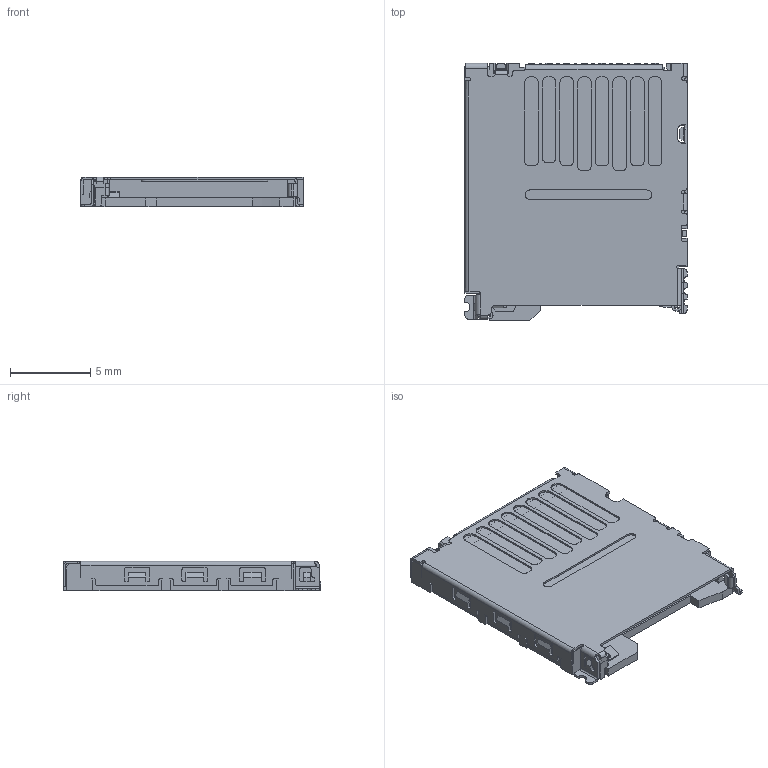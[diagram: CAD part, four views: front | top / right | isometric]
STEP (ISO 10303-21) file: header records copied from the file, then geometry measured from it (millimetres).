
FILE_DESCRIPTION(('FreeCAD Model'),'2;1');
FILE_NAME('Open CASCADE Shape Model','2024-05-05T17:33:14',('Author'),( ''),'Open CASCADE STEP processor 7.6','FreeCAD','Unknown');
FILE_SCHEMA(('AUTOMOTIVE_DESIGN { 1 0 10303 214 1 1 1 1 }'));
Length unit declared in the file: millimetre
Products named in the file (1): DM3BT
Bounding box: 13.85 x 16.05 x 1.83 mm (x, y, z)
Volume: 194.7 mm3; surface area: 950.4 mm2
Topology: 1 solids, 22 shells, 1093 faces, 3003 edges, 1962 vertices
Faces by surface type: plane 856, cylinder 220, bspline 13, revolution 4
Entity records: 35874 total; most frequent: CARTESIAN_POINT 7773, ORIENTED_EDGE 6006, DIRECTION 5601, EDGE_CURVE 3003, LINE 2489, VECTOR 2489, VERTEX_POINT 1962, AXIS2_PLACEMENT_3D 1554
